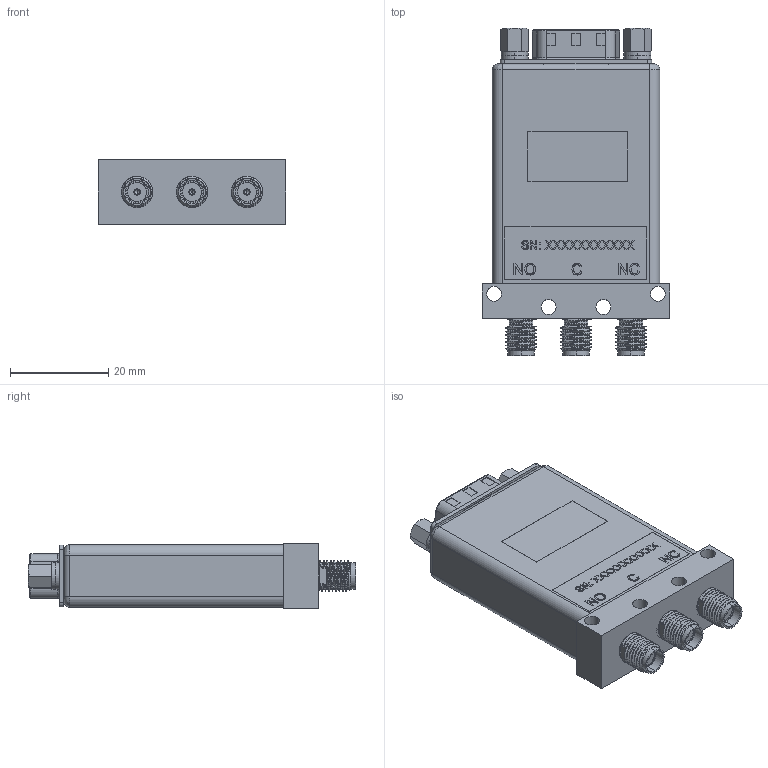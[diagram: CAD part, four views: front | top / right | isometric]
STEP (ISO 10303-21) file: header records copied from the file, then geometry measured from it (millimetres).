
FILE_DESCRIPTION (( 'STEP AP214' ), '1' );
FILE_NAME ('FMSW6523_3D.step', '2024-01-26T17:59:27', ( '' ), ( '' ), 'SwSTEP 2.0', 'SolidWorks 2022', '' );
FILE_SCHEMA (( 'AUTOMOTIVE_DESIGN' ));
Length unit declared in the file: inch
Products named in the file (8): FMSW6523_3D; 9P mela-D-SUB 170-009-173_1; LABEL ILS-100-02_2; A12029003-e360_1; R040724-e360_H=1.76; A12066001-e360_1; SPDT+D-SUB_2; A12021Y01-e360_-002_2
Assembly tree (10 placements, depth 3):
  FMSW6523_3D
    A12021Y01-e360_-002_2
    A12029003-e360_1  x3
    SPDT+D-SUB_2
      R040724-e360_H=1.76
      9P mela-D-SUB 170-009-173_1
      A12066001-e360_1  x2
    LABEL ILS-100-02_2
Bounding box: 38.1 x 66.56 x 13.21 mm (x, y, z)
Volume: 7324.6 mm3; surface area: 16268.9 mm2
Topology: 19 solids, 34 shells, 1120 faces, 2823 edges, 1821 vertices
Faces by surface type: plane 473, cylinder 328, bspline 239, cone 80
Entity records: 44273 total; most frequent: CARTESIAN_POINT 20443, ORIENTED_EDGE 4341, DIRECTION 3551, EDGE_CURVE 2173, VERTEX_POINT 1414, LINE 1277, VECTOR 1277, AXIS2_PLACEMENT_3D 1137
